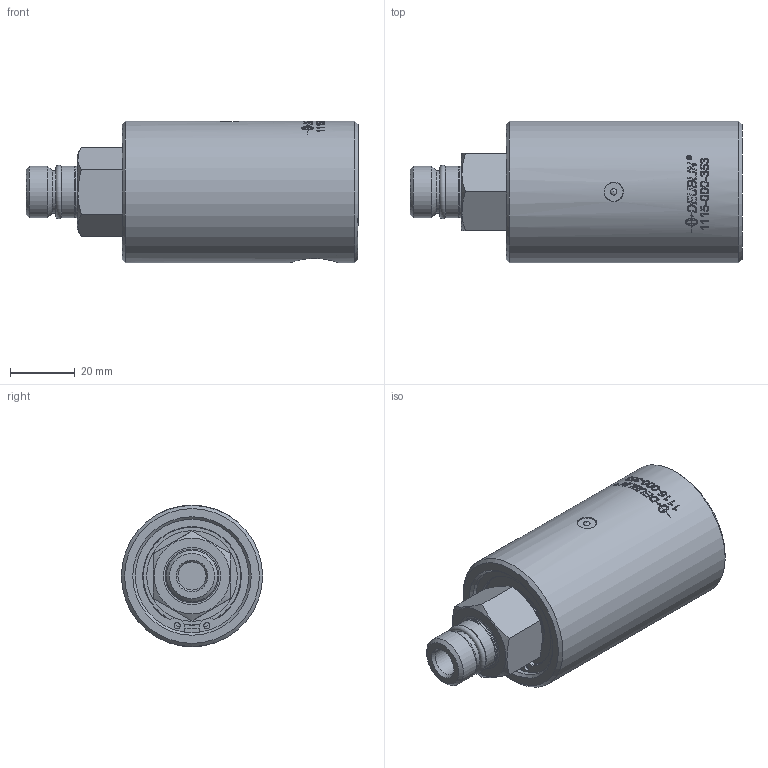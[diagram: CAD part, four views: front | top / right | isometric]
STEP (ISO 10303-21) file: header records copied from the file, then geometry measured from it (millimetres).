
FILE_DESCRIPTION(/* description */ (''),/* implementation_level */ '2;1');
FILE_NAME(/* name */ '1115-000-353-IC.stp',/* time_stamp */ '2020-05-14T10:24:18-05:00',/* author */ ('moorera'),/* organization */ (''),/* preprocessor_version */ 'ST-DEVELOPER v18.1',/* originating_system */ 'Autodesk Inventor 2020',/* authorisation */ '');
FILE_SCHEMA (('AUTOMOTIVE_DESIGN { 1 0 10303 214 3 1 1 }'));
Length unit declared in the file: millimetre
Products named in the file (1): 1115-000-353-IC
Bounding box: 102.74 x 43.7 x 43.7 mm (x, y, z)
Volume: 112972.3 mm3; surface area: 19104 mm2
Topology: 2 solids, 3 shells, 444 faces, 1199 edges, 802 vertices
Faces by surface type: bspline 243, plane 113, cylinder 64, cone 15, torus 8, sphere 1
Full cylindrical faces by diameter (mm): 1.981 x2, 4.88 x1, 4.9 x1, 5.75 x1, 6 x1, 8.7 x1, 13 x2, 13.889 x1, 15.8 x1, 16 x2, 19.96 x1, 21.675 x1, 28.062 x1, 30.125 x1, 30.4 x1, 35.08 x1, 37.25 x1, 43.7 x1
Entity records: 19968 total; most frequent: CARTESIAN_POINT 9503, ORIENTED_EDGE 2396, DIRECTION 1730, EDGE_CURVE 1198, VERTEX_POINT 802, AXIS2_PLACEMENT_3D 644, EDGE_LOOP 494, FACE_OUTER_BOUND 444
